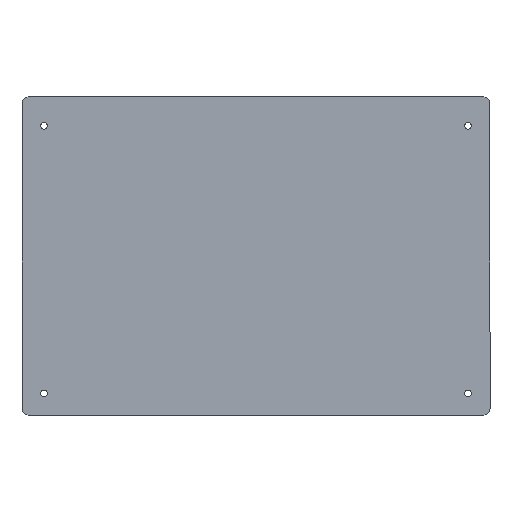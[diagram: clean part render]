
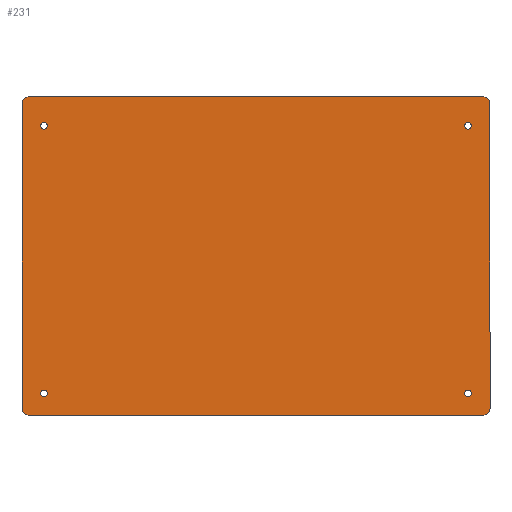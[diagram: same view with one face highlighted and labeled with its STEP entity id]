
A CAD part, top view. The second image highlights one B-rep face of the part: STEP entity #231.
In plain terms, the highlighted planar face has unit normal (0, 0, 1).
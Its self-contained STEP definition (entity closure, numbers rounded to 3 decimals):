
#3 = ORIENTED_EDGE ( 'NONE', *, *, #229, .T. ) ;
#9 = VERTEX_POINT ( 'NONE', #273 ) ;
#14 = CARTESIAN_POINT ( 'NONE',  ( 165., 39., 65.502 ) ) ;
#16 = AXIS2_PLACEMENT_3D ( 'NONE', #472, #106, #461 ) ;
#19 = CARTESIAN_POINT ( 'NONE',  ( 170., -169., 65.502 ) ) ;
#22 = DIRECTION ( 'NONE',  ( 1., 0., 0. ) ) ;
#23 = FACE_BOUND ( 'NONE', #413, .T. ) ;
#24 = ORIENTED_EDGE ( 'NONE', *, *, #389, .T. ) ;
#38 = AXIS2_PLACEMENT_3D ( 'NONE', #127, #261, #130 ) ;
#42 = CARTESIAN_POINT ( 'NONE',  ( -137.25, -159., 65.502 ) ) ;
#54 = ORIENTED_EDGE ( 'NONE', *, *, #421, .T. ) ;
#58 = EDGE_CURVE ( 'NONE', #9, #627, #479, .T. ) ;
#60 = CIRCLE ( 'NONE', #38, 2.25 ) ;
#71 = EDGE_CURVE ( 'NONE', #627, #9, #541, .T. ) ;
#80 = DIRECTION ( 'NONE',  ( 1., 0., 0. ) ) ;
#87 = CARTESIAN_POINT ( 'NONE',  ( -132.75, 24., 65.502 ) ) ;
#92 = EDGE_CURVE ( 'NONE', #358, #108, #416, .T. ) ;
#98 = CARTESIAN_POINT ( 'NONE',  ( -145., 39., 65.502 ) ) ;
#106 = DIRECTION ( 'NONE',  ( 0., 0., 1. ) ) ;
#108 = VERTEX_POINT ( 'NONE', #145 ) ;
#113 = VECTOR ( 'NONE', #129, 1000. ) ;
#118 = DIRECTION ( 'NONE',  ( 0., 0., 1. ) ) ;
#119 = VERTEX_POINT ( 'NONE', #87 ) ;
#122 = FACE_BOUND ( 'NONE', #283, .T. ) ;
#127 = CARTESIAN_POINT ( 'NONE',  ( -135., 24., 65.502 ) ) ;
#129 = DIRECTION ( 'NONE',  ( -1., 0., 0. ) ) ;
#130 = DIRECTION ( 'NONE',  ( 1., 0., 0. ) ) ;
#138 = CIRCLE ( 'NONE', #318, 5. ) ;
#145 = CARTESIAN_POINT ( 'NONE',  ( -132.75, -159., 65.502 ) ) ;
#153 = EDGE_CURVE ( 'NONE', #108, #358, #615, .T. ) ;
#155 = CARTESIAN_POINT ( 'NONE',  ( -150., 39., 65.502 ) ) ;
#176 = CARTESIAN_POINT ( 'NONE',  ( -150., 39., 65.502 ) ) ;
#179 = LINE ( 'NONE', #225, #429 ) ;
#183 = CIRCLE ( 'NONE', #16, 2.25 ) ;
#185 = VERTEX_POINT ( 'NONE', #662 ) ;
#188 = DIRECTION ( 'NONE',  ( 1., 0., 0. ) ) ;
#207 = VERTEX_POINT ( 'NONE', #357 ) ;
#218 = DIRECTION ( 'NONE',  ( 1., 0., 0. ) ) ;
#222 = VERTEX_POINT ( 'NONE', #367 ) ;
#223 = LINE ( 'NONE', #430, #113 ) ;
#225 = CARTESIAN_POINT ( 'NONE',  ( -145., -174., 65.502 ) ) ;
#229 = EDGE_CURVE ( 'NONE', #266, #207, #380, .T. ) ;
#230 = DIRECTION ( 'NONE',  ( 1., 0., 0. ) ) ;
#231 = ADVANCED_FACE ( 'NONE', ( #578, #122, #655, #23, #629 ), #391, .T. ) ;
#235 = AXIS2_PLACEMENT_3D ( 'NONE', #335, #343, #598 ) ;
#237 = DIRECTION ( 'NONE',  ( 1., 0., 0. ) ) ;
#240 = DIRECTION ( 'NONE',  ( 0., 0., 1. ) ) ;
#243 = VECTOR ( 'NONE', #543, 1000. ) ;
#244 = DIRECTION ( 'NONE',  ( 0., 0., 1. ) ) ;
#254 = CIRCLE ( 'NONE', #342, 5. ) ;
#261 = DIRECTION ( 'NONE',  ( 0., 0., 1. ) ) ;
#264 = VECTOR ( 'NONE', #577, 1000. ) ;
#266 = VERTEX_POINT ( 'NONE', #19 ) ;
#269 = EDGE_CURVE ( 'NONE', #333, #119, #60, .T. ) ;
#273 = CARTESIAN_POINT ( 'NONE',  ( 152.75, -159., 65.502 ) ) ;
#278 = ORIENTED_EDGE ( 'NONE', *, *, #402, .F. ) ;
#282 = CARTESIAN_POINT ( 'NONE',  ( 155., -159., 65.502 ) ) ;
#283 = EDGE_LOOP ( 'NONE', ( #618, #590 ) ) ;
#297 = CIRCLE ( 'NONE', #551, 5. ) ;
#299 = EDGE_CURVE ( 'NONE', #408, #307, #297, .T. ) ;
#302 = VERTEX_POINT ( 'NONE', #611 ) ;
#304 = ORIENTED_EDGE ( 'NONE', *, *, #645, .T. ) ;
#307 = VERTEX_POINT ( 'NONE', #664 ) ;
#313 = DIRECTION ( 'NONE',  ( 1., 0., 0. ) ) ;
#314 = ORIENTED_EDGE ( 'NONE', *, *, #398, .F. ) ;
#317 = ORIENTED_EDGE ( 'NONE', *, *, #535, .T. ) ;
#318 = AXIS2_PLACEMENT_3D ( 'NONE', #534, #486, #22 ) ;
#325 = DIRECTION ( 'NONE',  ( 0., 0., 1. ) ) ;
#331 = AXIS2_PLACEMENT_3D ( 'NONE', #444, #653, #188 ) ;
#333 = VERTEX_POINT ( 'NONE', #399 ) ;
#335 = CARTESIAN_POINT ( 'NONE',  ( -135., -159., 65.502 ) ) ;
#336 = DIRECTION ( 'NONE',  ( 0., 0., 1. ) ) ;
#337 = CARTESIAN_POINT ( 'NONE',  ( 155., -159., 65.502 ) ) ;
#342 = AXIS2_PLACEMENT_3D ( 'NONE', #14, #118, #477 ) ;
#343 = DIRECTION ( 'NONE',  ( 0., 0., 1. ) ) ;
#356 = DIRECTION ( 'NONE',  ( 0., 0., 1. ) ) ;
#357 = CARTESIAN_POINT ( 'NONE',  ( 170., 39., 65.502 ) ) ;
#358 = VERTEX_POINT ( 'NONE', #42 ) ;
#360 = ORIENTED_EDGE ( 'NONE', *, *, #269, .F. ) ;
#363 = ORIENTED_EDGE ( 'NONE', *, *, #299, .T. ) ;
#366 = LINE ( 'NONE', #155, #264 ) ;
#367 = CARTESIAN_POINT ( 'NONE',  ( -145., 44., 65.502 ) ) ;
#377 = DIRECTION ( 'NONE',  ( 1., 0., 0. ) ) ;
#380 = LINE ( 'NONE', #643, #243 ) ;
#382 = VERTEX_POINT ( 'NONE', #405 ) ;
#383 = AXIS2_PLACEMENT_3D ( 'NONE', #282, #392, #500 ) ;
#389 = EDGE_CURVE ( 'NONE', #222, #595, #514, .T. ) ;
#391 = PLANE ( 'NONE',  #458 ) ;
#392 = DIRECTION ( 'NONE',  ( 0., 0., 1. ) ) ;
#398 = EDGE_CURVE ( 'NONE', #119, #333, #470, .T. ) ;
#399 = CARTESIAN_POINT ( 'NONE',  ( -137.25, 24., 65.502 ) ) ;
#402 = EDGE_CURVE ( 'NONE', #185, #382, #183, .T. ) ;
#403 = EDGE_LOOP ( 'NONE', ( #363, #651, #304, #3, #317, #570, #24, #54 ) ) ;
#405 = CARTESIAN_POINT ( 'NONE',  ( 152.75, 24., 65.502 ) ) ;
#408 = VERTEX_POINT ( 'NONE', #466 ) ;
#413 = EDGE_LOOP ( 'NONE', ( #278, #587 ) ) ;
#416 = CIRCLE ( 'NONE', #235, 2.25 ) ;
#418 = DIRECTION ( 'NONE',  ( 0., 0., 1. ) ) ;
#421 = EDGE_CURVE ( 'NONE', #595, #408, #366, .T. ) ;
#429 = VECTOR ( 'NONE', #377, 1000. ) ;
#430 = CARTESIAN_POINT ( 'NONE',  ( -145., 44., 65.502 ) ) ;
#444 = CARTESIAN_POINT ( 'NONE',  ( -135., -159., 65.502 ) ) ;
#451 = EDGE_CURVE ( 'NONE', #382, #185, #617, .T. ) ;
#456 = ORIENTED_EDGE ( 'NONE', *, *, #58, .F. ) ;
#458 = AXIS2_PLACEMENT_3D ( 'NONE', #602, #325, #230 ) ;
#460 = EDGE_LOOP ( 'NONE', ( #314, #360 ) ) ;
#461 = DIRECTION ( 'NONE',  ( 1., 0., 0. ) ) ;
#466 = CARTESIAN_POINT ( 'NONE',  ( -150., -169., 65.502 ) ) ;
#468 = AXIS2_PLACEMENT_3D ( 'NONE', #337, #244, #237 ) ;
#470 = CIRCLE ( 'NONE', #512, 2.25 ) ;
#472 = CARTESIAN_POINT ( 'NONE',  ( 155., 24., 65.502 ) ) ;
#477 = DIRECTION ( 'NONE',  ( -1., 0., 0. ) ) ;
#479 = CIRCLE ( 'NONE', #383, 2.25 ) ;
#481 = CARTESIAN_POINT ( 'NONE',  ( 165., -174., 65.502 ) ) ;
#485 = ORIENTED_EDGE ( 'NONE', *, *, #71, .F. ) ;
#486 = DIRECTION ( 'NONE',  ( 0., 0., 1. ) ) ;
#496 = CARTESIAN_POINT ( 'NONE',  ( -135., 24., 65.502 ) ) ;
#500 = DIRECTION ( 'NONE',  ( 1., 0., 0. ) ) ;
#504 = AXIS2_PLACEMENT_3D ( 'NONE', #98, #356, #567 ) ;
#512 = AXIS2_PLACEMENT_3D ( 'NONE', #496, #240, #218 ) ;
#514 = CIRCLE ( 'NONE', #504, 5. ) ;
#521 = EDGE_CURVE ( 'NONE', #302, #222, #223, .T. ) ;
#534 = CARTESIAN_POINT ( 'NONE',  ( 165., -169., 65.502 ) ) ;
#535 = EDGE_CURVE ( 'NONE', #207, #302, #254, .T. ) ;
#538 = CARTESIAN_POINT ( 'NONE',  ( 157.25, -159., 65.502 ) ) ;
#541 = CIRCLE ( 'NONE', #468, 2.25 ) ;
#543 = DIRECTION ( 'NONE',  ( 0., 1., 0. ) ) ;
#547 = EDGE_LOOP ( 'NONE', ( #485, #456 ) ) ;
#551 = AXIS2_PLACEMENT_3D ( 'NONE', #600, #336, #80 ) ;
#567 = DIRECTION ( 'NONE',  ( 1., 0., 0. ) ) ;
#569 = CARTESIAN_POINT ( 'NONE',  ( 155., 24., 65.502 ) ) ;
#570 = ORIENTED_EDGE ( 'NONE', *, *, #521, .T. ) ;
#572 = EDGE_CURVE ( 'NONE', #307, #620, #179, .T. ) ;
#577 = DIRECTION ( 'NONE',  ( 0., -1., 0. ) ) ;
#578 = FACE_BOUND ( 'NONE', #460, .T. ) ;
#587 = ORIENTED_EDGE ( 'NONE', *, *, #451, .F. ) ;
#590 = ORIENTED_EDGE ( 'NONE', *, *, #92, .F. ) ;
#595 = VERTEX_POINT ( 'NONE', #176 ) ;
#598 = DIRECTION ( 'NONE',  ( 1., 0., 0. ) ) ;
#600 = CARTESIAN_POINT ( 'NONE',  ( -145., -169., 65.502 ) ) ;
#602 = CARTESIAN_POINT ( 'NONE',  ( -145., -169., 65.502 ) ) ;
#611 = CARTESIAN_POINT ( 'NONE',  ( 165., 44., 65.502 ) ) ;
#615 = CIRCLE ( 'NONE', #331, 2.25 ) ;
#617 = CIRCLE ( 'NONE', #650, 2.25 ) ;
#618 = ORIENTED_EDGE ( 'NONE', *, *, #153, .F. ) ;
#620 = VERTEX_POINT ( 'NONE', #481 ) ;
#627 = VERTEX_POINT ( 'NONE', #538 ) ;
#629 = FACE_OUTER_BOUND ( 'NONE', #403, .T. ) ;
#643 = CARTESIAN_POINT ( 'NONE',  ( 170., 39., 65.502 ) ) ;
#645 = EDGE_CURVE ( 'NONE', #620, #266, #138, .T. ) ;
#650 = AXIS2_PLACEMENT_3D ( 'NONE', #569, #418, #313 ) ;
#651 = ORIENTED_EDGE ( 'NONE', *, *, #572, .T. ) ;
#653 = DIRECTION ( 'NONE',  ( 0., 0., 1. ) ) ;
#655 = FACE_BOUND ( 'NONE', #547, .T. ) ;
#662 = CARTESIAN_POINT ( 'NONE',  ( 157.25, 24., 65.502 ) ) ;
#664 = CARTESIAN_POINT ( 'NONE',  ( -145., -174., 65.502 ) ) ;
